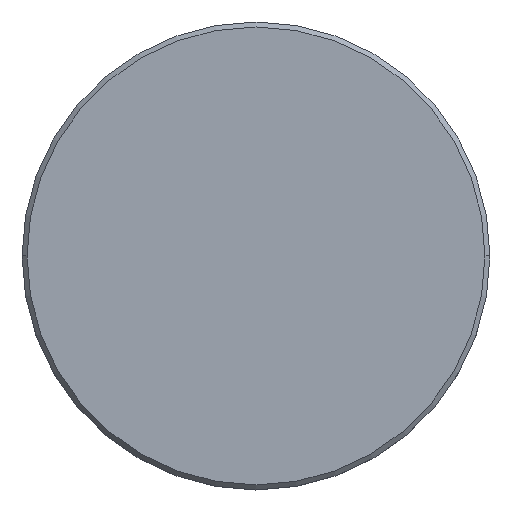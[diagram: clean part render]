
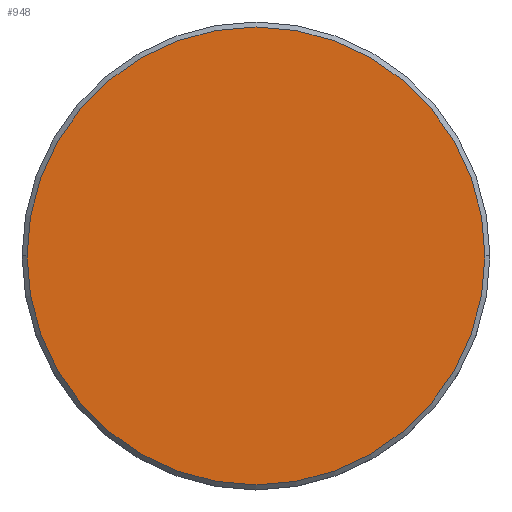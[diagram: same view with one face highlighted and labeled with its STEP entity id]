
A CAD part, top view. The second image highlights one B-rep face of the part: STEP entity #948.
In plain terms, the highlighted planar face has unit normal (0, 0, 1).
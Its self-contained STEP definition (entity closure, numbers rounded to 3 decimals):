
#34 = EDGE_CURVE ( 'NONE', #433, #275, #380, .T. ) ;
#52 = FACE_OUTER_BOUND ( 'NONE', #270, .T. ) ;
#77 = ORIENTED_EDGE ( 'NONE', *, *, #599, .T. ) ;
#170 = DIRECTION ( 'NONE',  ( 1., 0., 0. ) ) ;
#237 = ORIENTED_EDGE ( 'NONE', *, *, #34, .T. ) ;
#270 = EDGE_LOOP ( 'NONE', ( #237, #77 ) ) ;
#275 = VERTEX_POINT ( 'NONE', #817 ) ;
#306 = AXIS2_PLACEMENT_3D ( 'NONE', #1064, #495, #1055 ) ;
#328 = CIRCLE ( 'NONE', #306, 23. ) ;
#380 = CIRCLE ( 'NONE', #761, 23. ) ;
#433 = VERTEX_POINT ( 'NONE', #1109 ) ;
#495 = DIRECTION ( 'NONE',  ( 0., 0., 1. ) ) ;
#593 = DIRECTION ( 'NONE',  ( 1., 0., 0. ) ) ;
#599 = EDGE_CURVE ( 'NONE', #275, #433, #328, .T. ) ;
#623 = DIRECTION ( 'NONE',  ( 0., 0., 1. ) ) ;
#701 = AXIS2_PLACEMENT_3D ( 'NONE', #958, #765, #593 ) ;
#761 = AXIS2_PLACEMENT_3D ( 'NONE', #895, #623, #170 ) ;
#765 = DIRECTION ( 'NONE',  ( 0., 0., 1. ) ) ;
#780 = PLANE ( 'NONE',  #701 ) ;
#817 = CARTESIAN_POINT ( 'NONE',  ( 23., 0., 0. ) ) ;
#895 = CARTESIAN_POINT ( 'NONE',  ( 0., 0., 0. ) ) ;
#948 = ADVANCED_FACE ( 'NONE', ( #52 ), #780, .T. ) ;
#958 = CARTESIAN_POINT ( 'NONE',  ( 0., 0., 0. ) ) ;
#1055 = DIRECTION ( 'NONE',  ( 1., 0., 0. ) ) ;
#1064 = CARTESIAN_POINT ( 'NONE',  ( 0., 0., 0. ) ) ;
#1109 = CARTESIAN_POINT ( 'NONE',  ( -23., 0., 0. ) ) ;
